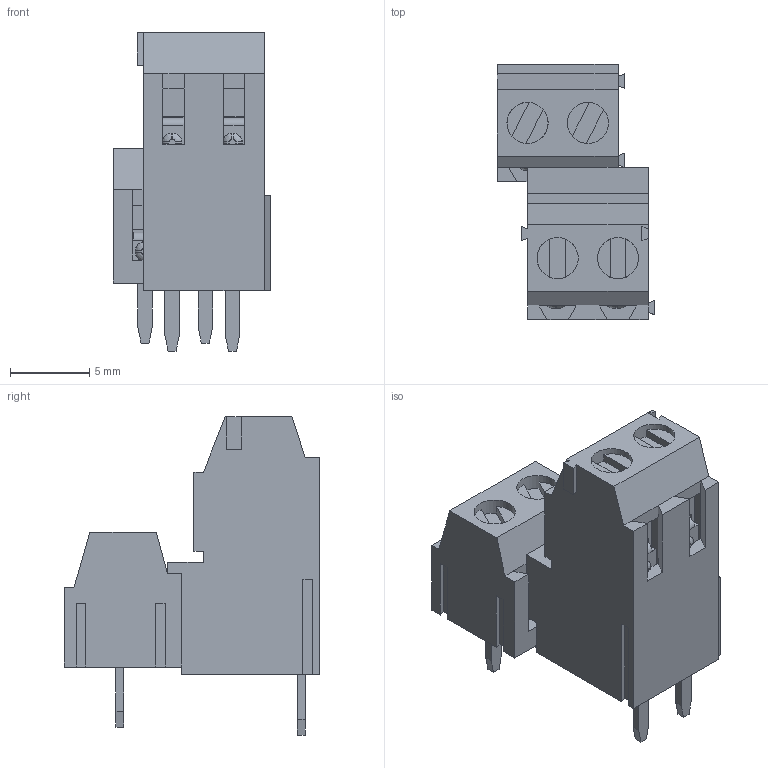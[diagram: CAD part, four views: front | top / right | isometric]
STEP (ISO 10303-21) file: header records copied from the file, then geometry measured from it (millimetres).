
FILE_DESCRIPTION( ( 'Unknown' ), '1' );
FILE_NAME( '691230310004.stp', 'Unknown', ( 'Quentin LAIDEBEUR' ), ( 'WE' ), 'PSStep 15.0.49', 'Sample-box', ' ' );
FILE_SCHEMA( ( 'AUTOMOTIVE_DESIGN { 1 0 10303 214 1 1 1 1 }' ) );
Length unit declared in the file: millimetre
Products named in the file (8): 691214310002; 6912143100xx_PIN; 6912303100xx_MASS; 6912303100xx_VIS; Assem1; 691230310004_LONG; 6912303100xx_PIN_LONG
Assembly tree (15 placements, depth 3):
  Assem1
    691230310004_LONG
    6912303100xx_MASS  x2
    6912303100xx_VIS  x2
    6912303100xx_PIN_LONG  x2
    691214310002
      691214310002
      6912143100xx_PIN  x2
      6912303100xx_MASS  x2
      6912303100xx_VIS  x2
Bounding box: 9.92 x 16.1 x 20.11 mm (x, y, z)
Volume: 886.1 mm3; surface area: 2690.1 mm2
Topology: 14 solids, 14 shells, 524 faces, 1334 edges, 852 vertices
Faces by surface type: plane 359, cylinder 101, bspline 32, torus 32
Full cylindrical faces by diameter (mm): 1.597 x4, 1.6 x4, 2.3 x4, 2.6 x8
Entity records: 13316 total; most frequent: CARTESIAN_POINT 2029, ORIENTED_EDGE 1742, DIRECTION 1708, EDGE_CURVE 871, LINE 716, VECTOR 716, VERTEX_POINT 561, AXIS2_PLACEMENT_3D 496
